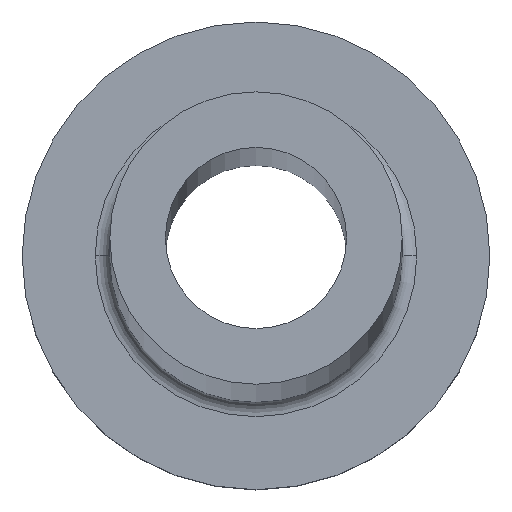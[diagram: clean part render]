
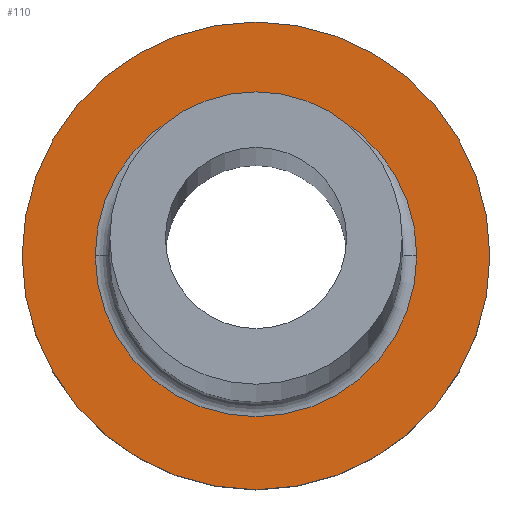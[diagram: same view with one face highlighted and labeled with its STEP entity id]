
A CAD part, top view. The second image highlights one B-rep face of the part: STEP entity #110.
In plain terms, the highlighted planar face has unit normal (0, 0, 1).
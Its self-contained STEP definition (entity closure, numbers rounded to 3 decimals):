
#4 = AXIS2_PLACEMENT_3D ( 'NONE', #269, #183, #302 ) ;
#9 = AXIS2_PLACEMENT_3D ( 'NONE', #59, #257, #298 ) ;
#19 = EDGE_CURVE ( 'NONE', #352, #30, #155, .T. ) ;
#21 = DIRECTION ( 'NONE',  ( 1., 0., 0. ) ) ;
#25 = CIRCLE ( 'NONE', #9, 5.5 ) ;
#26 = VERTEX_POINT ( 'NONE', #41 ) ;
#30 = VERTEX_POINT ( 'NONE', #188 ) ;
#31 = DIRECTION ( 'NONE',  ( 1., 0., 0. ) ) ;
#41 = CARTESIAN_POINT ( 'NONE',  ( -5.5, 0., 5. ) ) ;
#50 = FACE_BOUND ( 'NONE', #203, .T. ) ;
#59 = CARTESIAN_POINT ( 'NONE',  ( 0., 0., 5. ) ) ;
#78 = ORIENTED_EDGE ( 'NONE', *, *, #136, .T. ) ;
#86 = AXIS2_PLACEMENT_3D ( 'NONE', #160, #336, #271 ) ;
#110 = ADVANCED_FACE ( 'NONE', ( #50, #223 ), #344, .T. ) ;
#112 = AXIS2_PLACEMENT_3D ( 'NONE', #174, #294, #31 ) ;
#135 = CIRCLE ( 'NONE', #4, 8. ) ;
#136 = EDGE_CURVE ( 'NONE', #26, #348, #358, .T. ) ;
#155 = CIRCLE ( 'NONE', #86, 8. ) ;
#160 = CARTESIAN_POINT ( 'NONE',  ( 0., 0., 5. ) ) ;
#164 = CARTESIAN_POINT ( 'NONE',  ( 0., 0., 5. ) ) ;
#174 = CARTESIAN_POINT ( 'NONE',  ( 0., 0., 5. ) ) ;
#176 = ORIENTED_EDGE ( 'NONE', *, *, #179, .T. ) ;
#179 = EDGE_CURVE ( 'NONE', #348, #26, #25, .T. ) ;
#183 = DIRECTION ( 'NONE',  ( 0., 0., 1. ) ) ;
#188 = CARTESIAN_POINT ( 'NONE',  ( 8., 0., 5. ) ) ;
#200 = AXIS2_PLACEMENT_3D ( 'NONE', #164, #279, #21 ) ;
#203 = EDGE_LOOP ( 'NONE', ( #176, #78 ) ) ;
#223 = FACE_OUTER_BOUND ( 'NONE', #224, .T. ) ;
#224 = EDGE_LOOP ( 'NONE', ( #381, #295 ) ) ;
#257 = DIRECTION ( 'NONE',  ( 0., 0., -1. ) ) ;
#266 = CARTESIAN_POINT ( 'NONE',  ( 5.5, 0., 5. ) ) ;
#269 = CARTESIAN_POINT ( 'NONE',  ( 0., 0., 5. ) ) ;
#271 = DIRECTION ( 'NONE',  ( 1., 0., 0. ) ) ;
#279 = DIRECTION ( 'NONE',  ( 0., 0., 1. ) ) ;
#294 = DIRECTION ( 'NONE',  ( 0., 0., -1. ) ) ;
#295 = ORIENTED_EDGE ( 'NONE', *, *, #334, .T. ) ;
#298 = DIRECTION ( 'NONE',  ( 1., 0., 0. ) ) ;
#302 = DIRECTION ( 'NONE',  ( 1., 0., 0. ) ) ;
#334 = EDGE_CURVE ( 'NONE', #30, #352, #135, .T. ) ;
#336 = DIRECTION ( 'NONE',  ( 0., 0., 1. ) ) ;
#344 = PLANE ( 'NONE',  #200 ) ;
#348 = VERTEX_POINT ( 'NONE', #266 ) ;
#352 = VERTEX_POINT ( 'NONE', #367 ) ;
#358 = CIRCLE ( 'NONE', #112, 5.5 ) ;
#367 = CARTESIAN_POINT ( 'NONE',  ( -8., 0., 5. ) ) ;
#381 = ORIENTED_EDGE ( 'NONE', *, *, #19, .T. ) ;
